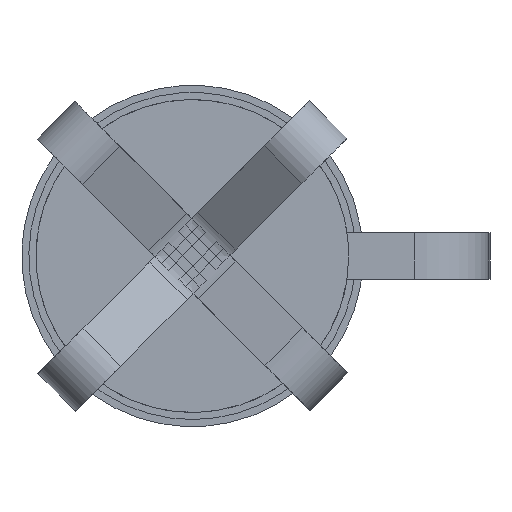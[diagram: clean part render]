
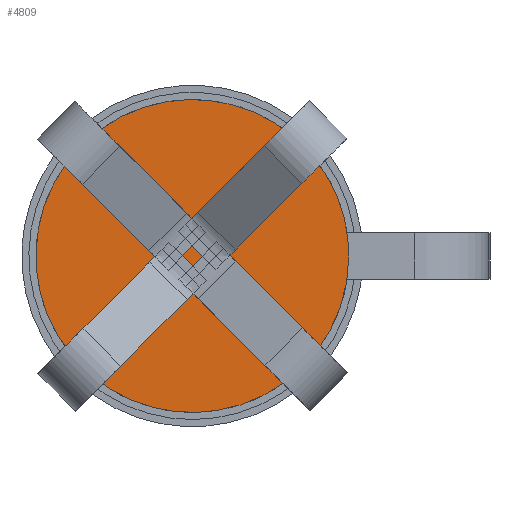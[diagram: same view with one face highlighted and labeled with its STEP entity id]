
A CAD part, front view. The second image highlights one B-rep face of the part: STEP entity #4809.
In plain terms, the highlighted planar face has unit normal (0, -1, 0).
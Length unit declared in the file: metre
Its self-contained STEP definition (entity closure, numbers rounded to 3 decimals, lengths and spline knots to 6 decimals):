
#66 = CARTESIAN_POINT('NONE', (0.056007, 0, -0));
#67 = VERTEX_POINT('NONE', #66);
#711 = CARTESIAN_POINT('NONE', (0.056007, 0, -0));
#712 = CARTESIAN_POINT('NONE', (0.056007, 0, -0.056007));
#713 = CARTESIAN_POINT('NONE', (0., 0, -0.056007));
#714 = CARTESIAN_POINT('NONE', (-0.056007, 0, -0.056007));
#715 = CARTESIAN_POINT('NONE', (-0.056007, 0, 0.));
#716 = CARTESIAN_POINT('NONE', (-0.056007, 0, 0.056007));
#717 = CARTESIAN_POINT('NONE', (0., 0, 0.056007));
#718 = CARTESIAN_POINT('NONE', (0.056007, 0, 0.056007));
#719 = CARTESIAN_POINT('NONE', (0.056007, 0, -0));
#720 = (
  BOUNDED_CURVE()
  B_SPLINE_CURVE(2, (#711, #712, #713, #714, #715, #716, #717, #718, #719), .UNSPECIFIED., .F., .F.)
  B_SPLINE_CURVE_WITH_KNOTS((3, 2, 2, 2, 3), (0, 0.25, 0.5, 0.75, 1), .UNSPECIFIED.)
  CURVE()
  GEOMETRIC_REPRESENTATION_ITEM()
  RATIONAL_B_SPLINE_CURVE((1, 0.707, 1, 0.707, 1, 0.707, 1, 0.707, 1))
  REPRESENTATION_ITEM('NONE')
);
#2327 = EDGE_CURVE('NONE', #67, #67, #720, .T.);
#2757 = ORIENTED_EDGE('NONE', *, *, #2327, .T.);
#2758 = EDGE_LOOP('NONE', (#2757));
#3737 = CARTESIAN_POINT('NONE', (0, 0, -0));
#3738 = DIRECTION('NONE', (0, 1, 0));
#3739 = AXIS2_PLACEMENT_3D('NONE', #3737, #3738, $);
#3740 = PLANE('NONE', #3739);
#4808 = FACE_OUTER_BOUND('NONE', #2758, .F.);
#4809 = ADVANCED_FACE('NONE', (#4808), #3740, .F.);
